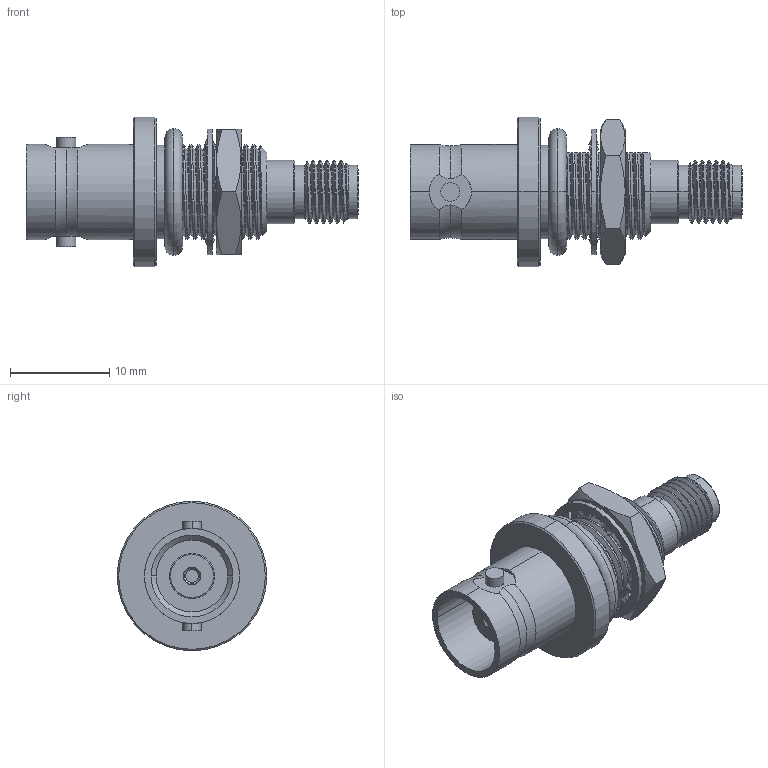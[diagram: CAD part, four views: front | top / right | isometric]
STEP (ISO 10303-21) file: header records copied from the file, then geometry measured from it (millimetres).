
FILE_DESCRIPTION (( 'STEP AP214' ), '1' );
FILE_NAME ('LCAD30027_3D.step', '2025-02-03T18:43:00', ( '' ), ( '' ), 'SwSTEP 2.0', 'SolidWorks 2022', '' );
FILE_SCHEMA (( 'AUTOMOTIVE_DESIGN' ));
Length unit declared in the file: inch
Products named in the file (1): LCAD30027_3D
Bounding box: 33.53 x 15.11 x 15.11 mm (x, y, z)
Volume: 1931.7 mm3; surface area: 2684.1 mm2
Topology: 4 solids, 5 shells, 283 faces, 744 edges, 493 vertices
Faces by surface type: cylinder 109, bspline 81, plane 48, cone 31, torus 14
Entity records: 28809 total; most frequent: CARTESIAN_POINT 22732, ORIENTED_EDGE 1488, DIRECTION 937, EDGE_CURVE 744, VERTEX_POINT 493, AXIS2_PLACEMENT_3D 362, EDGE_LOOP 313, FACE_OUTER_BOUND 283
